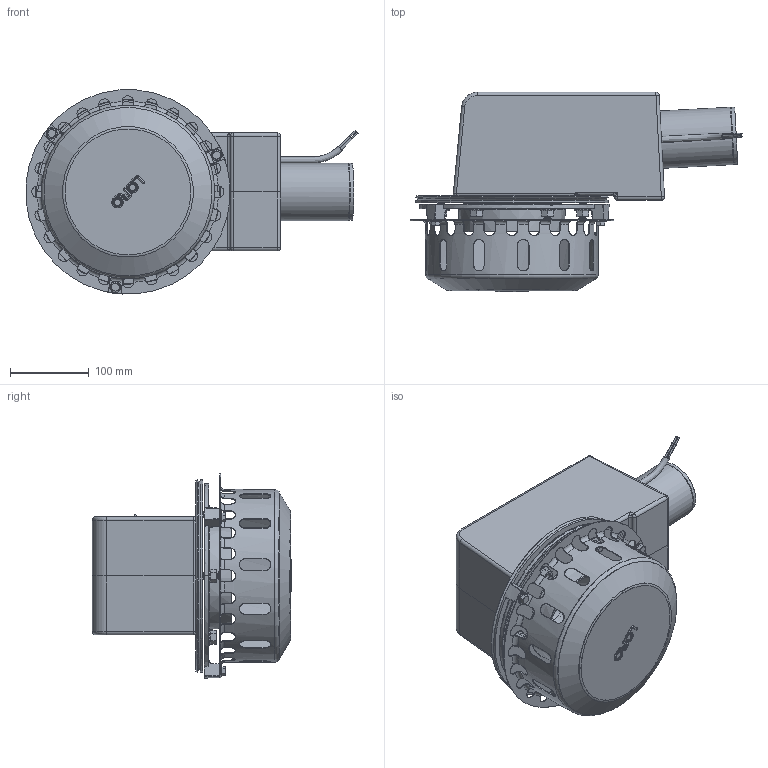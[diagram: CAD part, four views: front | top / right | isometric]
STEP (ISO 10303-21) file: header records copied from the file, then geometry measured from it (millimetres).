
FILE_DESCRIPTION(/* description */ (''),/* implementation_level */ '2;1');
FILE_NAME(/* name */ '21716.070X_3D.stp',/* time_stamp */ '2024-12-12T08:44:52+01:00',/* author */ ('CAD'),/* organization */ (''),/* preprocessor_version */ 'ST-DEVELOPER v20',/* originating_system */ 'AutoCAD Mechanical',/* authorisation */ '');
FILE_SCHEMA (('AUTOMOTIVE_DESIGN { 1 0 10303 214 3 1 1 }'));
Products named in the file (3): Product; *S3; HEIZBAND
Assembly tree (2 placements, depth 2):
  Product
    *S3
    HEIZBAND
Bounding box: 421.87 x 253.25 x 259.29 mm (x, y, z)
Volume: 4534526.5 mm3; surface area: 944569.5 mm2
Topology: 34 solids, 34 shells, 1001 faces, 2545 edges, 1578 vertices
Faces by surface type: plane 287, cone 266, cylinder 239, torus 127, bspline 71, sphere 11
Full cylindrical faces by diameter (mm): 2 x6, 3 x3, 6 x3, 7 x6, 8 x17, 8.376 x6, 10.5 x2, 13 x8, 14.5 x2, 15 x2, 16 x6, 17.5 x1, 18 x1, 70.6 x2, 73 x2, 125 x1, 218 x1, 220 x1, 245 x1, 260 x1
Entity records: 67341 total; most frequent: CARTESIAN_POINT 43512, ORIENTED_EDGE 5058, DIRECTION 4788, EDGE_CURVE 2529, AXIS2_PLACEMENT_3D 1953, VERTEX_POINT 1576, EDGE_LOOP 1131, FACE_OUTER_BOUND 1001
